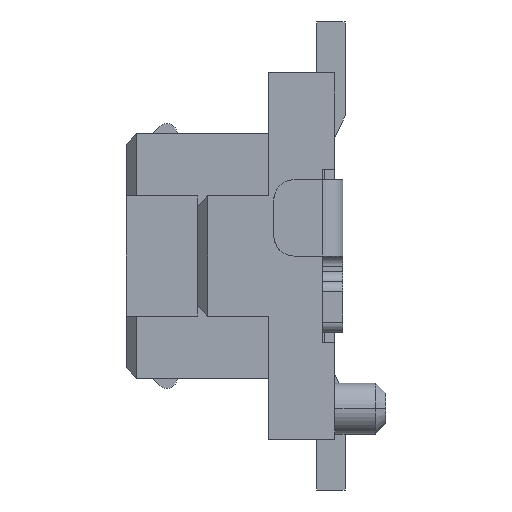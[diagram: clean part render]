
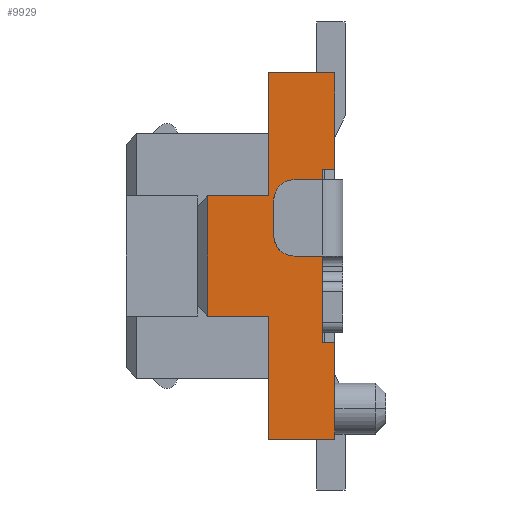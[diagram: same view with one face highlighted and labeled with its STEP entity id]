
A CAD part, left-side view. The second image highlights one B-rep face of the part: STEP entity #9929.
In plain terms, the highlighted planar face has unit normal (-1, 0, 0).
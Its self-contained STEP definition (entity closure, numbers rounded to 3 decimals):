
#2810=DIRECTION('',(0.,0.,-1.));
#2811=VECTOR('',#2810,0.65);
#2812=CARTESIAN_POINT('',(-3.55,0.,-0.85));
#2813=LINE('13800',#2812,#2811);
#2814=DIRECTION('',(0.,0.,-1.));
#2815=VECTOR('',#2814,0.3);
#2816=CARTESIAN_POINT('',(-3.55,0.,-1.5));
#2817=LINE('13801',#2816,#2815);
#2818=DIRECTION('',(0.,1.,0.));
#2819=VECTOR('',#2818,0.65);
#2820=CARTESIAN_POINT('',(-3.55,0.,-1.8));
#2821=LINE('213',#2820,#2819);
#2822=DIRECTION('',(0.,0.,1.));
#2823=VECTOR('',#2822,1.21);
#2824=CARTESIAN_POINT('',(-3.55,0.65,-1.8));
#2825=LINE('12066',#2824,#2823);
#2826=DIRECTION('',(0.,-1.,0.));
#2827=VECTOR('',#2826,0.6);
#2828=CARTESIAN_POINT('',(-3.55,1.25,-0.59));
#2829=LINE('12753',#2828,#2827);
#2830=DIRECTION('',(0.,0.,-1.));
#2831=VECTOR('',#2830,1.18);
#2832=CARTESIAN_POINT('',(-3.55,1.25,0.59));
#2833=LINE('12726',#2832,#2831);
#2834=DIRECTION('',(0.,-1.,0.));
#2835=VECTOR('',#2834,0.6);
#2836=CARTESIAN_POINT('',(-3.55,1.25,0.59));
#2837=LINE('12754',#2836,#2835);
#2838=DIRECTION('',(0.,0.,1.));
#2839=VECTOR('',#2838,1.21);
#2840=CARTESIAN_POINT('',(-3.55,0.65,0.59));
#2841=LINE('12067',#2840,#2839);
#2842=DIRECTION('',(0.,0.,-1.));
#2843=VECTOR('',#2842,0.95);
#2844=CARTESIAN_POINT('',(-3.55,0.,1.8));
#2845=LINE('12094',#2844,#2843);
#2846=DIRECTION('',(0.,1.,0.));
#2847=VECTOR('',#2846,0.12);
#2848=CARTESIAN_POINT('',(-3.55,0.,0.85));
#2849=LINE('12090',#2848,#2847);
#2850=DIRECTION('',(0.,0.,1.));
#2851=VECTOR('',#2850,1.7);
#2852=CARTESIAN_POINT('',(-3.55,0.12,-0.85));
#2853=LINE('12088',#2852,#2851);
#2854=DIRECTION('',(0.,1.,0.));
#2855=VECTOR('',#2854,0.12);
#2856=CARTESIAN_POINT('',(-3.55,0.,-0.85));
#2857=LINE('12089',#2856,#2855);
#2934=DIRECTION('',(0.,1.,0.));
#2935=VECTOR('',#2934,0.65);
#2936=CARTESIAN_POINT('',(-3.55,0.,1.8));
#2937=LINE('218',#2936,#2935);
#5498=CARTESIAN_POINT('',(-3.55,0.65,1.8));
#5500=VERTEX_POINT('',#5498);
#5503=CARTESIAN_POINT('',(-3.55,0.65,-1.8));
#5505=VERTEX_POINT('',#5503);
#5506=CARTESIAN_POINT('',(-3.55,0.,-1.8));
#5507=VERTEX_POINT('',#5506);
#5508=CARTESIAN_POINT('',(-3.55,0.,1.8));
#5509=VERTEX_POINT('',#5508);
#5514=CARTESIAN_POINT('',(-3.55,0.65,-0.59));
#5515=VERTEX_POINT('',#5514);
#5520=CARTESIAN_POINT('',(-3.55,0.65,0.59));
#5521=VERTEX_POINT('',#5520);
#5546=CARTESIAN_POINT('',(-3.55,0.12,-0.85));
#5548=VERTEX_POINT('',#5546);
#5551=CARTESIAN_POINT('',(-3.55,0.12,0.85));
#5553=VERTEX_POINT('',#5551);
#5559=CARTESIAN_POINT('',(-3.55,0.,-1.5));
#5561=VERTEX_POINT('',#5559);
#6986=CARTESIAN_POINT('',(-3.55,0.,-0.85));
#6987=VERTEX_POINT('',#6986);
#6988=CARTESIAN_POINT('',(-3.55,0.,0.85));
#6989=VERTEX_POINT('',#6988);
#7050=CARTESIAN_POINT('',(-3.55,1.25,-0.59));
#7052=VERTEX_POINT('',#7050);
#7056=CARTESIAN_POINT('',(-3.55,1.25,0.59));
#7057=VERTEX_POINT('',#7056);
#9905=CARTESIAN_POINT('',(-3.55,0.,-1.8));
#9906=DIRECTION('',(-1.,0.,0.));
#9907=DIRECTION('',(0.,0.,1.));
#9908=AXIS2_PLACEMENT_3D('',#9905,#9906,#9907);
#9909=PLANE('68',#9908);
#9910=ORIENTED_EDGE('13800',*,*,#7293,.T.);
#9911=ORIENTED_EDGE('13801',*,*,#7287,.T.);
#9912=ORIENTED_EDGE('213',*,*,#7541,.T.);
#9913=ORIENTED_EDGE('12066',*,*,#8599,.T.);
#9915=ORIENTED_EDGE('12753',*,*,#9914,.F.);
#9917=ORIENTED_EDGE('12726',*,*,#9916,.F.);
#9919=ORIENTED_EDGE('12754',*,*,#9918,.T.);
#9920=ORIENTED_EDGE('12067',*,*,#8576,.T.);
#9922=ORIENTED_EDGE('218',*,*,#9921,.F.);
#9923=ORIENTED_EDGE('12094',*,*,#7301,.T.);
#9924=ORIENTED_EDGE('12090',*,*,#9873,.T.);
#9925=ORIENTED_EDGE('12088',*,*,#9733,.F.);
#9926=ORIENTED_EDGE('12089',*,*,#9899,.F.);
#9927=EDGE_LOOP('68',(#9910,#9911,#9912,#9913,#9915,#9917,#9919,#9920,#9922,
#9923,#9924,#9925,#9926));
#9928=FACE_OUTER_BOUND('68',#9927,.F.);
#7287=EDGE_CURVE('13801',#5561,#5507,#2817,.T.);
#7293=EDGE_CURVE('13800',#6987,#5561,#2813,.T.);
#7301=EDGE_CURVE('12094',#5509,#6989,#2845,.T.);
#7541=EDGE_CURVE('213',#5507,#5505,#2821,.T.);
#8576=EDGE_CURVE('12067',#5521,#5500,#2841,.T.);
#8599=EDGE_CURVE('12066',#5505,#5515,#2825,.T.);
#9733=EDGE_CURVE('12088',#5548,#5553,#2853,.T.);
#9873=EDGE_CURVE('12090',#6989,#5553,#2849,.T.);
#9899=EDGE_CURVE('12089',#6987,#5548,#2857,.T.);
#9914=EDGE_CURVE('12753',#7052,#5515,#2829,.T.);
#9916=EDGE_CURVE('12726',#7057,#7052,#2833,.T.);
#9918=EDGE_CURVE('12754',#7057,#5521,#2837,.T.);
#9921=EDGE_CURVE('218',#5509,#5500,#2937,.T.);
#9929=ADVANCED_FACE('68',(#9928),#9909,.T.);
